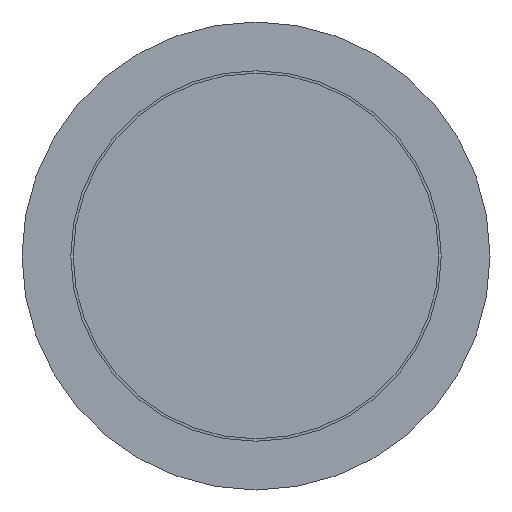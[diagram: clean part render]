
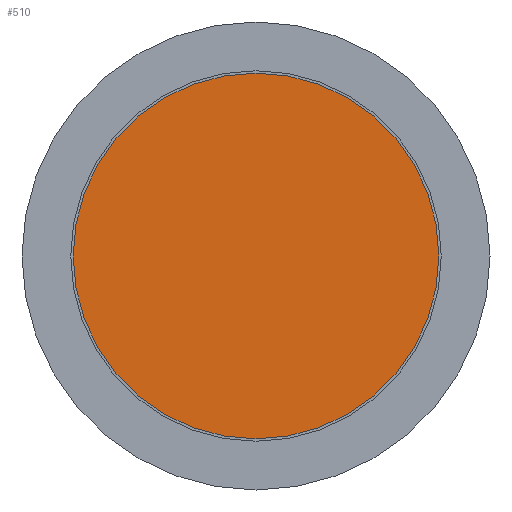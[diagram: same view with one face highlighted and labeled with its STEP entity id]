
A CAD part, front view. The second image highlights one B-rep face of the part: STEP entity #510.
In plain terms, the highlighted planar face has unit normal (0, -1, 0).
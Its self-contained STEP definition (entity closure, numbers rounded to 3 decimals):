
#22 = DIRECTION ( 'NONE',  ( 0., 0., 1. ) ) ;
#35 = CARTESIAN_POINT ( 'NONE',  ( -18.75, 0., 0. ) ) ;
#37 = CARTESIAN_POINT ( 'NONE',  ( 0., 0., 0. ) ) ;
#128 = ORIENTED_EDGE ( 'NONE', *, *, #256, .T. ) ;
#137 = AXIS2_PLACEMENT_3D ( 'NONE', #37, #381, #367 ) ;
#239 = DIRECTION ( 'NONE',  ( 0., 1., 0. ) ) ;
#242 = FACE_OUTER_BOUND ( 'NONE', #253, .T. ) ;
#253 = EDGE_LOOP ( 'NONE', ( #128 ) ) ;
#256 = EDGE_CURVE ( 'NONE', #408, #408, #484, .T. ) ;
#367 = DIRECTION ( 'NONE',  ( 0., 0., -1. ) ) ;
#381 = DIRECTION ( 'NONE',  ( 0., -1., 0. ) ) ;
#401 = CARTESIAN_POINT ( 'NONE',  ( 0., 0., -18.75 ) ) ;
#408 = VERTEX_POINT ( 'NONE', #401 ) ;
#450 = AXIS2_PLACEMENT_3D ( 'NONE', #35, #239, #22 ) ;
#484 = CIRCLE ( 'NONE', #137, 18.75 ) ;
#492 = PLANE ( 'NONE',  #450 ) ;
#510 = ADVANCED_FACE ( 'NONE', ( #242 ), #492, .F. ) ;
